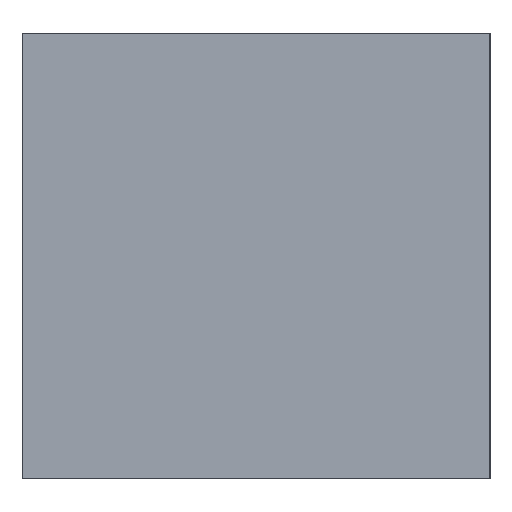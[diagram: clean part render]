
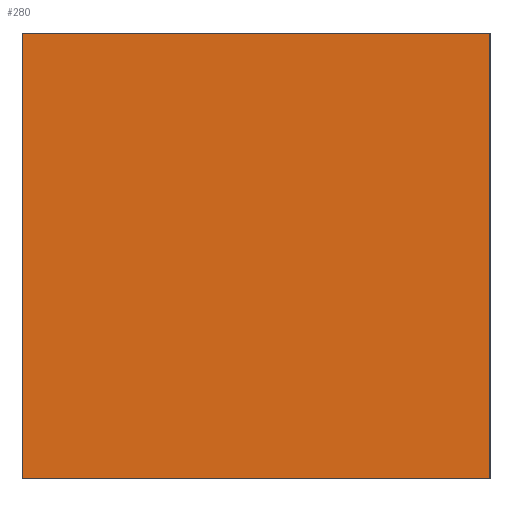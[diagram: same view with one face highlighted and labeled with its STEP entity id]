
A CAD part, left-side view. The second image highlights one B-rep face of the part: STEP entity #280.
In plain terms, the highlighted planar face has unit normal (-1, 0, 0).
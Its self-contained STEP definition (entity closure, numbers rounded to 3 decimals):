
#4 = EDGE_CURVE ( 'NONE', #941, #1208, #751, .T. ) ;
#19 = CARTESIAN_POINT ( 'NONE',  ( -3.5, -1.05, 1. ) ) ;
#75 = DIRECTION ( 'NONE',  ( 0., 0., 1. ) ) ;
#84 = LINE ( 'NONE', #606, #364 ) ;
#238 = CARTESIAN_POINT ( 'NONE',  ( -3.5, 1.05, 1. ) ) ;
#280 = ADVANCED_FACE ( 'NONE', ( #971 ), #877, .F. ) ;
#326 = VERTEX_POINT ( 'NONE', #19 ) ;
#364 = VECTOR ( 'NONE', #1316, 1000. ) ;
#404 = DIRECTION ( 'NONE',  ( 0., -1., 0. ) ) ;
#480 = DIRECTION ( 'NONE',  ( 0., -1., 0. ) ) ;
#488 = CARTESIAN_POINT ( 'NONE',  ( -3.5, 1.05, 1. ) ) ;
#544 = ORIENTED_EDGE ( 'NONE', *, *, #1215, .T. ) ;
#554 = CARTESIAN_POINT ( 'NONE',  ( -3.5, 1.05, -1. ) ) ;
#570 = DIRECTION ( 'NONE',  ( 1., 0., 0. ) ) ;
#606 = CARTESIAN_POINT ( 'NONE',  ( -3.5, -1.05, -1. ) ) ;
#682 = VECTOR ( 'NONE', #480, 1000. ) ;
#693 = CARTESIAN_POINT ( 'NONE',  ( -3.5, 1.05, -1. ) ) ;
#751 = LINE ( 'NONE', #693, #873 ) ;
#764 = LINE ( 'NONE', #816, #1264 ) ;
#816 = CARTESIAN_POINT ( 'NONE',  ( -3.5, 1.05, -1. ) ) ;
#868 = CARTESIAN_POINT ( 'NONE',  ( -3.5, -1.05, -1. ) ) ;
#873 = VECTOR ( 'NONE', #75, 1000. ) ;
#877 = PLANE ( 'NONE',  #932 ) ;
#904 = ORIENTED_EDGE ( 'NONE', *, *, #1276, .T. ) ;
#932 = AXIS2_PLACEMENT_3D ( 'NONE', #1285, #570, #974 ) ;
#938 = VERTEX_POINT ( 'NONE', #868 ) ;
#941 = VERTEX_POINT ( 'NONE', #554 ) ;
#951 = ORIENTED_EDGE ( 'NONE', *, *, #4, .F. ) ;
#963 = EDGE_LOOP ( 'NONE', ( #544, #1223, #951, #904 ) ) ;
#971 = FACE_OUTER_BOUND ( 'NONE', #963, .T. ) ;
#974 = DIRECTION ( 'NONE',  ( 0., 0., -1. ) ) ;
#1148 = EDGE_CURVE ( 'NONE', #1208, #326, #1249, .T. ) ;
#1208 = VERTEX_POINT ( 'NONE', #488 ) ;
#1215 = EDGE_CURVE ( 'NONE', #938, #326, #84, .T. ) ;
#1223 = ORIENTED_EDGE ( 'NONE', *, *, #1148, .F. ) ;
#1249 = LINE ( 'NONE', #238, #682 ) ;
#1264 = VECTOR ( 'NONE', #404, 1000. ) ;
#1276 = EDGE_CURVE ( 'NONE', #941, #938, #764, .T. ) ;
#1285 = CARTESIAN_POINT ( 'NONE',  ( -3.5, 1.05, -1. ) ) ;
#1316 = DIRECTION ( 'NONE',  ( 0., 0., 1. ) ) ;
